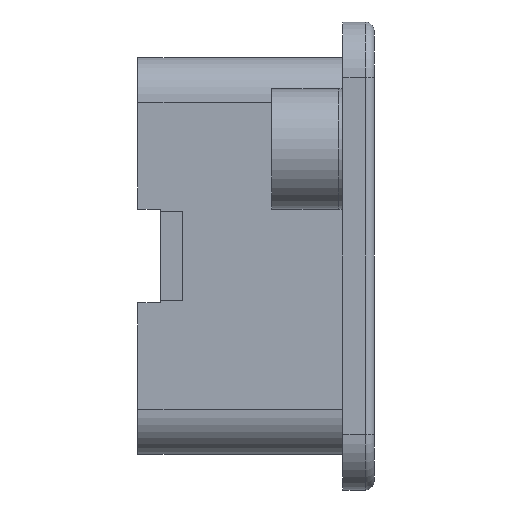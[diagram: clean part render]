
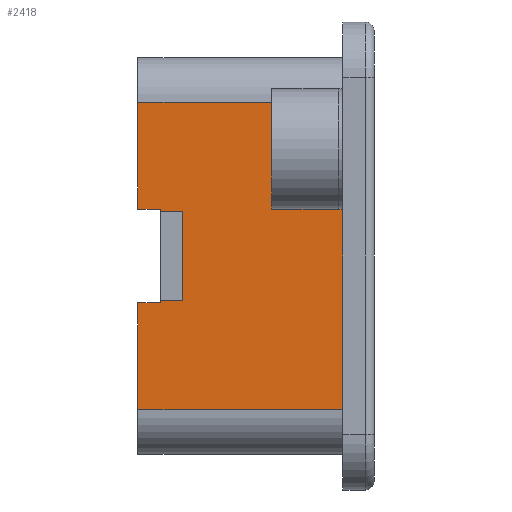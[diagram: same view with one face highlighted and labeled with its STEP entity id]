
A CAD part, left-side view. The second image highlights one B-rep face of the part: STEP entity #2418.
In plain terms, the highlighted planar face has unit normal (-1, 0, 0).
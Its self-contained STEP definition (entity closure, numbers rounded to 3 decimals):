
#30 = VECTOR ( 'NONE', #4480, 1000. ) ;
#115 = CARTESIAN_POINT ( 'NONE',  ( -0.5, 53., 34.5 ) ) ;
#282 = ORIENTED_EDGE ( 'NONE', *, *, #4150, .F. ) ;
#296 = AXIS2_PLACEMENT_3D ( 'NONE', #2641, #3457, #2302 ) ;
#297 = VECTOR ( 'NONE', #887, 1000. ) ;
#361 = VERTEX_POINT ( 'NONE', #431 ) ;
#394 = EDGE_CURVE ( 'NONE', #2420, #2014, #4409, .T. ) ;
#431 = CARTESIAN_POINT ( 'NONE',  ( -0.5, 43., -10. ) ) ;
#750 = EDGE_CURVE ( 'NONE', #4615, #361, #1831, .T. ) ;
#758 = CARTESIAN_POINT ( 'NONE',  ( -0.5, 43., 10. ) ) ;
#801 = CARTESIAN_POINT ( 'NONE',  ( -0.5, 48., -10.5 ) ) ;
#807 = LINE ( 'NONE', #2458, #30 ) ;
#887 = DIRECTION ( 'NONE',  ( 0., 0., 1. ) ) ;
#929 = ORIENTED_EDGE ( 'NONE', *, *, #394, .F. ) ;
#941 = EDGE_CURVE ( 'NONE', #2021, #3208, #3918, .T. ) ;
#965 = CARTESIAN_POINT ( 'NONE',  ( -0.5, 53., -10.5 ) ) ;
#991 = VECTOR ( 'NONE', #1769, 1000. ) ;
#1003 = VERTEX_POINT ( 'NONE', #2145 ) ;
#1068 = LINE ( 'NONE', #4264, #2791 ) ;
#1070 = ORIENTED_EDGE ( 'NONE', *, *, #1147, .T. ) ;
#1091 = VECTOR ( 'NONE', #3017, 1000. ) ;
#1097 = CARTESIAN_POINT ( 'NONE',  ( -0.5, 53., 10.5 ) ) ;
#1138 = ORIENTED_EDGE ( 'NONE', *, *, #5119, .T. ) ;
#1147 = EDGE_CURVE ( 'NONE', #1442, #1963, #2678, .T. ) ;
#1275 = CARTESIAN_POINT ( 'NONE',  ( -0.5, 5., -34.5 ) ) ;
#1442 = VERTEX_POINT ( 'NONE', #3282 ) ;
#1460 = CARTESIAN_POINT ( 'NONE',  ( -0.5, 48., 10. ) ) ;
#1480 = VECTOR ( 'NONE', #4497, 1000. ) ;
#1504 = DIRECTION ( 'NONE',  ( 0., -1., 0. ) ) ;
#1517 = DIRECTION ( 'NONE',  ( 0., 1., 0. ) ) ;
#1612 = LINE ( 'NONE', #1981, #3741 ) ;
#1627 = DIRECTION ( 'NONE',  ( 0., -1., 0. ) ) ;
#1769 = DIRECTION ( 'NONE',  ( 0., 0., 1. ) ) ;
#1831 = LINE ( 'NONE', #5097, #5035 ) ;
#1954 = PLANE ( 'NONE',  #296 ) ;
#1963 = VERTEX_POINT ( 'NONE', #5027 ) ;
#1981 = CARTESIAN_POINT ( 'NONE',  ( -0.5, 53., 34.5 ) ) ;
#2010 = ORIENTED_EDGE ( 'NONE', *, *, #2718, .T. ) ;
#2014 = VERTEX_POINT ( 'NONE', #3358 ) ;
#2021 = VERTEX_POINT ( 'NONE', #4244 ) ;
#2145 = CARTESIAN_POINT ( 'NONE',  ( -0.5, 53., 10.5 ) ) ;
#2270 = FACE_OUTER_BOUND ( 'NONE', #3183, .T. ) ;
#2302 = DIRECTION ( 'NONE',  ( 0., 0., -1. ) ) ;
#2332 = EDGE_CURVE ( 'NONE', #361, #3890, #3718, .T. ) ;
#2378 = ORIENTED_EDGE ( 'NONE', *, *, #750, .F. ) ;
#2418 = ADVANCED_FACE ( 'NONE', ( #2270 ), #1954, .F. ) ;
#2420 = VERTEX_POINT ( 'NONE', #4322 ) ;
#2442 = VECTOR ( 'NONE', #1627, 1000. ) ;
#2458 = CARTESIAN_POINT ( 'NONE',  ( -0.5, 5., 34.5 ) ) ;
#2558 = CARTESIAN_POINT ( 'NONE',  ( -0.5, 43., 10. ) ) ;
#2583 = VERTEX_POINT ( 'NONE', #801 ) ;
#2620 = EDGE_CURVE ( 'NONE', #1003, #2021, #1612, .T. ) ;
#2641 = CARTESIAN_POINT ( 'NONE',  ( -0.5, 53., 34.5 ) ) ;
#2669 = DIRECTION ( 'NONE',  ( 0., -1., 0. ) ) ;
#2678 = LINE ( 'NONE', #3386, #1091 ) ;
#2718 = EDGE_CURVE ( 'NONE', #4615, #2583, #4598, .T. ) ;
#2729 = VECTOR ( 'NONE', #1517, 1000. ) ;
#2791 = VECTOR ( 'NONE', #2669, 1000. ) ;
#2897 = CARTESIAN_POINT ( 'NONE',  ( -0.5, 48., 34.5 ) ) ;
#3015 = LINE ( 'NONE', #965, #4731 ) ;
#3017 = DIRECTION ( 'NONE',  ( 0., 0., -1. ) ) ;
#3030 = EDGE_CURVE ( 'NONE', #2583, #2014, #3015, .T. ) ;
#3055 = CARTESIAN_POINT ( 'NONE',  ( -0.5, 48., -10. ) ) ;
#3133 = ORIENTED_EDGE ( 'NONE', *, *, #2620, .F. ) ;
#3183 = EDGE_LOOP ( 'NONE', ( #1138, #3953, #4836, #3133, #3860, #1070, #282, #5200, #2378, #2010, #3452, #929 ) ) ;
#3208 = VERTEX_POINT ( 'NONE', #3594 ) ;
#3282 = CARTESIAN_POINT ( 'NONE',  ( -0.5, 48., 10.5 ) ) ;
#3358 = CARTESIAN_POINT ( 'NONE',  ( -0.5, 53., -10.5 ) ) ;
#3386 = CARTESIAN_POINT ( 'NONE',  ( -0.5, 48., 34.5 ) ) ;
#3432 = LINE ( 'NONE', #1460, #2729 ) ;
#3452 = ORIENTED_EDGE ( 'NONE', *, *, #3030, .T. ) ;
#3457 = DIRECTION ( 'NONE',  ( 1., 0., 0. ) ) ;
#3594 = CARTESIAN_POINT ( 'NONE',  ( -0.5, 5., 34.5 ) ) ;
#3718 = LINE ( 'NONE', #2558, #991 ) ;
#3741 = VECTOR ( 'NONE', #4424, 1000. ) ;
#3860 = ORIENTED_EDGE ( 'NONE', *, *, #5188, .T. ) ;
#3890 = VERTEX_POINT ( 'NONE', #758 ) ;
#3918 = LINE ( 'NONE', #4729, #2442 ) ;
#3942 = EDGE_CURVE ( 'NONE', #4318, #3208, #807, .T. ) ;
#3953 = ORIENTED_EDGE ( 'NONE', *, *, #3942, .T. ) ;
#4135 = DIRECTION ( 'NONE',  ( 0., 1., 0. ) ) ;
#4150 = EDGE_CURVE ( 'NONE', #3890, #1963, #3432, .T. ) ;
#4244 = CARTESIAN_POINT ( 'NONE',  ( -0.5, 53., 34.5 ) ) ;
#4264 = CARTESIAN_POINT ( 'NONE',  ( -0.5, 53., -34.5 ) ) ;
#4318 = VERTEX_POINT ( 'NONE', #1275 ) ;
#4322 = CARTESIAN_POINT ( 'NONE',  ( -0.5, 53., -34.5 ) ) ;
#4409 = LINE ( 'NONE', #115, #297 ) ;
#4424 = DIRECTION ( 'NONE',  ( 0., 0., 1. ) ) ;
#4480 = DIRECTION ( 'NONE',  ( 0., 0., 1. ) ) ;
#4497 = DIRECTION ( 'NONE',  ( 0., 0., -1. ) ) ;
#4598 = LINE ( 'NONE', #2897, #1480 ) ;
#4615 = VERTEX_POINT ( 'NONE', #3055 ) ;
#4715 = DIRECTION ( 'NONE',  ( 0., -1., 0. ) ) ;
#4729 = CARTESIAN_POINT ( 'NONE',  ( -0.5, 53., 34.5 ) ) ;
#4731 = VECTOR ( 'NONE', #4135, 1000. ) ;
#4800 = VECTOR ( 'NONE', #4715, 1000. ) ;
#4836 = ORIENTED_EDGE ( 'NONE', *, *, #941, .F. ) ;
#5027 = CARTESIAN_POINT ( 'NONE',  ( -0.5, 48., 10. ) ) ;
#5035 = VECTOR ( 'NONE', #1504, 1000. ) ;
#5097 = CARTESIAN_POINT ( 'NONE',  ( -0.5, 48., -10. ) ) ;
#5119 = EDGE_CURVE ( 'NONE', #2420, #4318, #1068, .T. ) ;
#5128 = LINE ( 'NONE', #1097, #4800 ) ;
#5188 = EDGE_CURVE ( 'NONE', #1003, #1442, #5128, .T. ) ;
#5200 = ORIENTED_EDGE ( 'NONE', *, *, #2332, .F. ) ;
